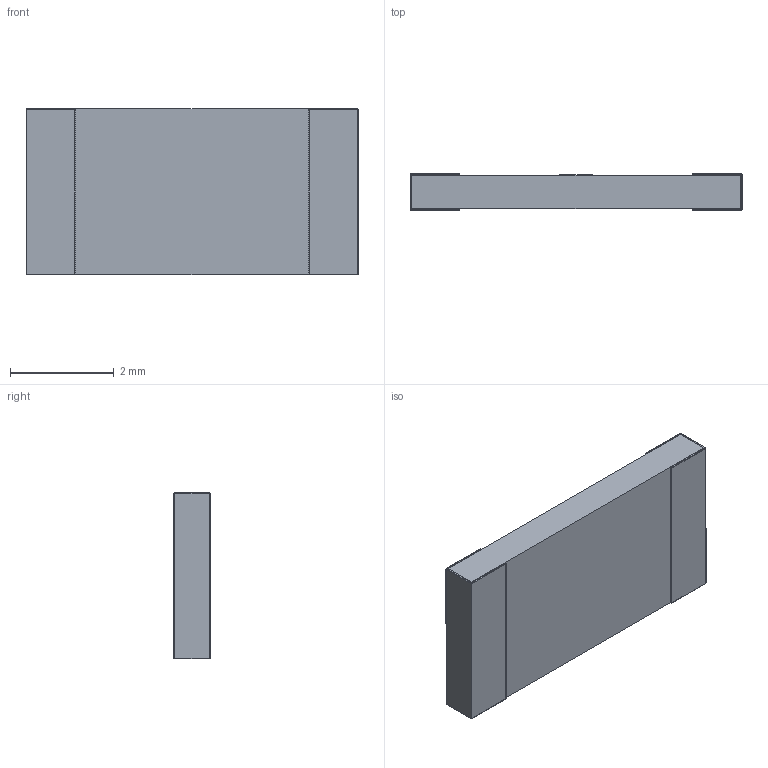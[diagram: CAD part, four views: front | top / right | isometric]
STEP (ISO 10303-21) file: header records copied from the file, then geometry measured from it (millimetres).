
FILE_DESCRIPTION (( 'STEP AP214' ), '1' );
FILE_NAME ('Resistor_SMD_6432.step', '2020-12-07T12:10:42+00:00', 'Stefan Hamminga', '', '', '', '');
FILE_SCHEMA (( 'AUTOMOTIVE_DESIGN' ));
Length unit declared in the file: millimetre
Products named in the file (1): Resistor_SMD_6432
Bounding box: 6.4 x 0.7 x 3.2 mm (x, y, z)
Volume: 13.5 mm3; surface area: 85.9 mm2
Topology: 3 solids, 3 shells, 216 faces, 525 edges, 320 vertices
Faces by surface type: bspline 104, plane 62, cylinder 50
Entity records: 11632 total; most frequent: CARTESIAN_POINT 6439, ORIENTED_EDGE 1050, EDGE_CURVE 525, DIRECTION 491, VERTEX_POINT 320, B_SPLINE_CURVE_WITH_KNOTS 245, LINE 229, VECTOR 229
